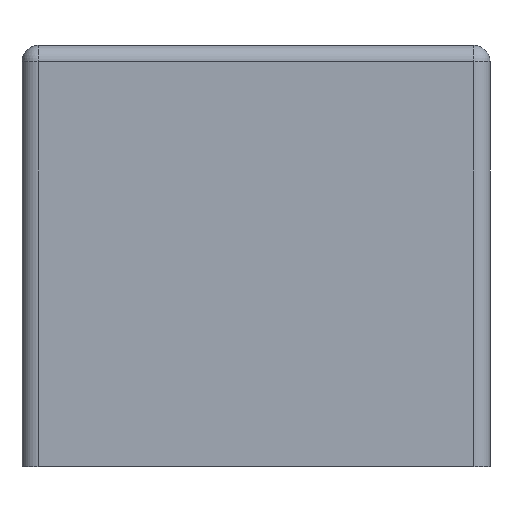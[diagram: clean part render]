
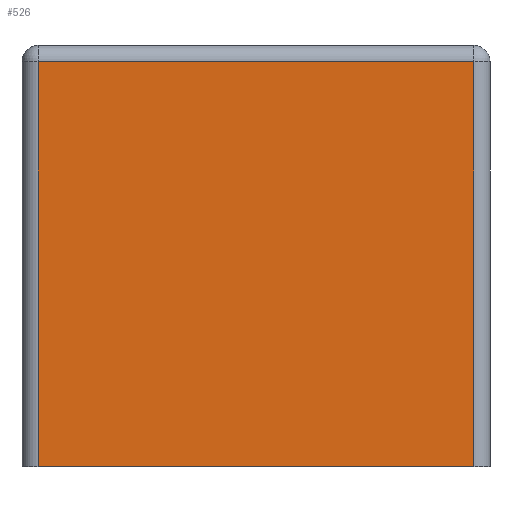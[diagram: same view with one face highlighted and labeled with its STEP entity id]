
A CAD part, front view. The second image highlights one B-rep face of the part: STEP entity #526.
In plain terms, the highlighted planar face has unit normal (0, -1, 0).
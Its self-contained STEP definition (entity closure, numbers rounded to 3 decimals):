
#161 = VERTEX_POINT('',#162);
#162 = CARTESIAN_POINT('',(-4.65,-3.5,0.));
#169 = EDGE_CURVE('',#161,#170,#172,.T.);
#170 = VERTEX_POINT('',#171);
#171 = CARTESIAN_POINT('',(4.65,-3.5,0.));
#172 = LINE('',#173,#174);
#173 = CARTESIAN_POINT('',(-5.,-3.5,0.));
#174 = VECTOR('',#175,1.);
#175 = DIRECTION('',(1.,0.,0.));
#292 = EDGE_CURVE('',#161,#293,#295,.T.);
#293 = VERTEX_POINT('',#294);
#294 = CARTESIAN_POINT('',(-4.65,-3.5,8.65));
#295 = LINE('',#296,#297);
#296 = CARTESIAN_POINT('',(-4.65,-3.5,0.));
#297 = VECTOR('',#298,1.);
#298 = DIRECTION('',(0.,0.,1.));
#507 = EDGE_CURVE('',#170,#508,#510,.T.);
#508 = VERTEX_POINT('',#509);
#509 = CARTESIAN_POINT('',(4.65,-3.5,8.65));
#510 = LINE('',#511,#512);
#511 = CARTESIAN_POINT('',(4.65,-3.5,0.));
#512 = VECTOR('',#513,1.);
#513 = DIRECTION('',(0.,0.,1.));
#526 = ADVANCED_FACE('',(#527),#538,.F.);
#527 = FACE_BOUND('',#528,.F.);
#528 = EDGE_LOOP('',(#529,#530,#536,#537));
#529 = ORIENTED_EDGE('',*,*,#292,.T.);
#530 = ORIENTED_EDGE('',*,*,#531,.F.);
#531 = EDGE_CURVE('',#508,#293,#532,.T.);
#532 = LINE('',#533,#534);
#533 = CARTESIAN_POINT('',(4.65,-3.5,8.65));
#534 = VECTOR('',#535,1.);
#535 = DIRECTION('',(-1.,-0.,-0.));
#536 = ORIENTED_EDGE('',*,*,#507,.F.);
#537 = ORIENTED_EDGE('',*,*,#169,.F.);
#538 = PLANE('',#539);
#539 = AXIS2_PLACEMENT_3D('',#540,#541,#542);
#540 = CARTESIAN_POINT('',(-5.,-3.5,0.));
#541 = DIRECTION('',(0.,1.,0.));
#542 = DIRECTION('',(0.,0.,1.));
